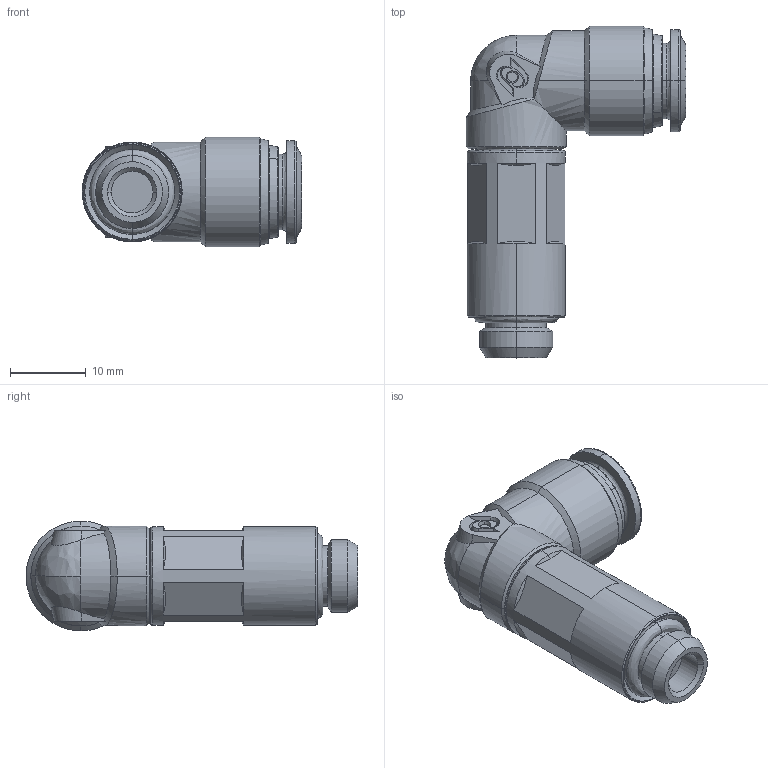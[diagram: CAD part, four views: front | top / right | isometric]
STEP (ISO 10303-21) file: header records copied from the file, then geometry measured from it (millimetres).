
FILE_DESCRIPTION (( 'STEP AP214' ), '1' );
FILE_NAME ('PLL08-G01_ME.STEP', '2018-09-06T13:11:34', ( '' ), ( '' ), 'SwSTEP 2.0', 'SolidWorks 2018', '' );
FILE_SCHEMA (( 'AUTOMOTIVE_DESIGN' ));
Length unit declared in the file: millimetre
Products named in the file (1): PLL08-G01_ME
Bounding box: 29 x 43.84 x 14.5 mm (x, y, z)
Volume: 7028.8 mm3; surface area: 3330.1 mm2
Topology: 2 solids, 2 shells, 157 faces, 375 edges, 237 vertices
Faces by surface type: bspline 157
Entity records: 7009 total; most frequent: CARTESIAN_POINT 4767, ORIENTED_EDGE 746, EDGE_CURVE 373, B_SPLINE_CURVE_WITH_KNOTS 262, VERTEX_POINT 237, EDGE_LOOP 180, ADVANCED_FACE 157, FACE_OUTER_BOUND 157
